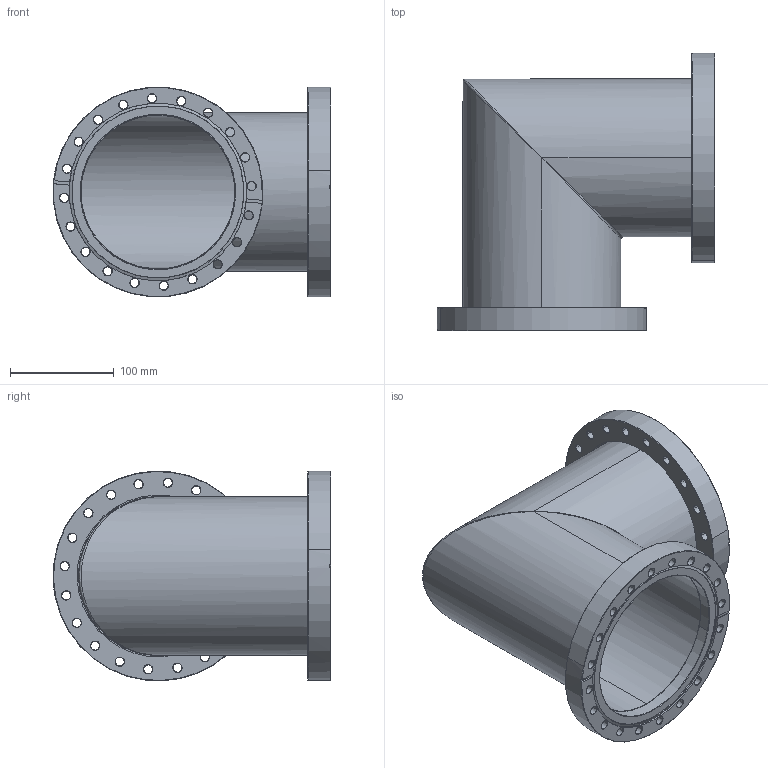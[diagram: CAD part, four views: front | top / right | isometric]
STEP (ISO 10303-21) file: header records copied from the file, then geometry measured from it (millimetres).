
FILE_DESCRIPTION (( 'STEP AP214' ), '1' );
FILE_NAME ('Hositrad_FE150-150R-Elbow.STEP', '2015-12-08T14:05:35', ( '' ), ( '' ), 'SwSTEP 2.0', 'SolidWorks 2015', '' );
FILE_SCHEMA (( 'AUTOMOTIVE_DESIGN' ));
Length unit declared in the file: millimetre
Products named in the file (5): NW150CF-R-Weld; NW150CF-R-OuterWeld_-154; NW150CF-R-InnerWeld_-152; Elbow Mitred-All_Elbow Mitred 152,4; Hositrad_FE150-150R-Elbow
Assembly tree (5 placements, depth 3):
  Hositrad_FE150-150R-Elbow
    Elbow Mitred-All_Elbow Mitred 152,4
    NW150CF-R-Weld  x2
      NW150CF-R-InnerWeld_-152
      NW150CF-R-OuterWeld_-154
Bounding box: 267.6 x 267.84 x 202.28 mm (x, y, z)
Volume: 854316.2 mm3; surface area: 466610 mm2
Topology: 5 solids, 5 shells, 332 faces, 770 edges, 446 vertices
Faces by surface type: cone 190, cylinder 112, plane 28, bspline 2
Entity records: 5303 total; most frequent: CARTESIAN_POINT 1036, DIRECTION 957, ORIENTED_EDGE 788, EDGE_CURVE 394, AXIS2_PLACEMENT_3D 394, VERTEX_POINT 229, EDGE_LOOP 219, CIRCLE 215
